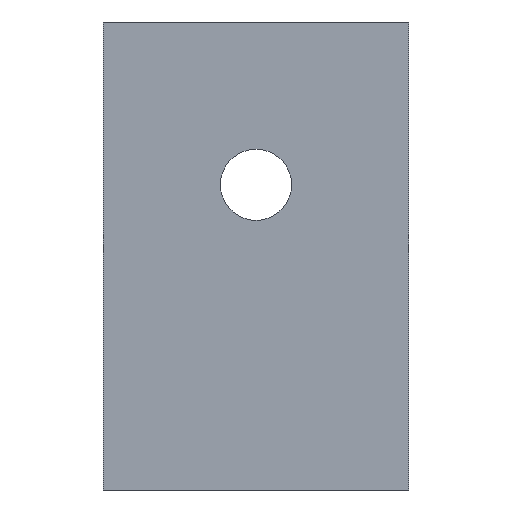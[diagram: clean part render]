
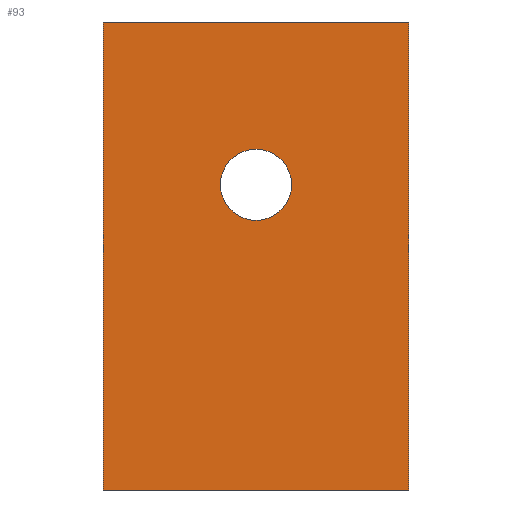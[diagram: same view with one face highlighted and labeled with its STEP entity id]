
A CAD part, left-side view. The second image highlights one B-rep face of the part: STEP entity #93.
In plain terms, the highlighted planar face has unit normal (-1, 0, 0).
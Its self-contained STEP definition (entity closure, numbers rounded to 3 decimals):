
#19 = VECTOR ( 'NONE', #111, 1000. ) ;
#26 = DIRECTION ( 'NONE',  ( 0., -1., 0. ) ) ;
#29 = CARTESIAN_POINT ( 'NONE',  ( -11.5, 7.5, 3. ) ) ;
#30 = AXIS2_PLACEMENT_3D ( 'NONE', #309, #307, #70 ) ;
#35 = CARTESIAN_POINT ( 'NONE',  ( -11.5, -7.5, 0. ) ) ;
#41 = EDGE_LOOP ( 'NONE', ( #81, #227, #125, #437 ) ) ;
#42 = ORIENTED_EDGE ( 'NONE', *, *, #398, .F. ) ;
#66 = DIRECTION ( 'NONE',  ( 0., 0., -1. ) ) ;
#69 = VERTEX_POINT ( 'NONE', #133 ) ;
#70 = DIRECTION ( 'NONE',  ( 0., 0., 1. ) ) ;
#81 = ORIENTED_EDGE ( 'NONE', *, *, #224, .T. ) ;
#90 = VERTEX_POINT ( 'NONE', #200 ) ;
#93 = ADVANCED_FACE ( 'NONE', ( #443, #277 ), #162, .F. ) ;
#94 = LINE ( 'NONE', #35, #400 ) ;
#103 = LINE ( 'NONE', #270, #257 ) ;
#111 = DIRECTION ( 'NONE',  ( 0., 0., -1. ) ) ;
#122 = AXIS2_PLACEMENT_3D ( 'NONE', #316, #384, #177 ) ;
#125 = ORIENTED_EDGE ( 'NONE', *, *, #252, .F. ) ;
#133 = CARTESIAN_POINT ( 'NONE',  ( -11.5, 0., 16.75 ) ) ;
#148 = VERTEX_POINT ( 'NONE', #411 ) ;
#162 = PLANE ( 'NONE',  #409 ) ;
#177 = DIRECTION ( 'NONE',  ( 0., 0., 1. ) ) ;
#197 = VERTEX_POINT ( 'NONE', #234 ) ;
#200 = CARTESIAN_POINT ( 'NONE',  ( -11.5, -7.5, 0. ) ) ;
#202 = VECTOR ( 'NONE', #66, 1000. ) ;
#203 = ORIENTED_EDGE ( 'NONE', *, *, #242, .F. ) ;
#222 = EDGE_LOOP ( 'NONE', ( #203, #42 ) ) ;
#224 = EDGE_CURVE ( 'NONE', #397, #90, #94, .T. ) ;
#227 = ORIENTED_EDGE ( 'NONE', *, *, #420, .F. ) ;
#234 = CARTESIAN_POINT ( 'NONE',  ( -11.5, -7.5, 23. ) ) ;
#235 = EDGE_CURVE ( 'NONE', #148, #397, #403, .T. ) ;
#241 = DIRECTION ( 'NONE',  ( 0., 0., -1. ) ) ;
#242 = EDGE_CURVE ( 'NONE', #69, #450, #368, .T. ) ;
#252 = EDGE_CURVE ( 'NONE', #148, #197, #103, .T. ) ;
#257 = VECTOR ( 'NONE', #451, 1000. ) ;
#267 = CARTESIAN_POINT ( 'NONE',  ( -11.5, -7.5, 3. ) ) ;
#270 = CARTESIAN_POINT ( 'NONE',  ( -11.5, 7.5, 23. ) ) ;
#274 = DIRECTION ( 'NONE',  ( 1., 0., 0. ) ) ;
#277 = FACE_OUTER_BOUND ( 'NONE', #41, .T. ) ;
#307 = DIRECTION ( 'NONE',  ( -1., 0., 0. ) ) ;
#309 = CARTESIAN_POINT ( 'NONE',  ( -11.5, 0., 15. ) ) ;
#315 = CARTESIAN_POINT ( 'NONE',  ( -11.5, -7.5, 3. ) ) ;
#316 = CARTESIAN_POINT ( 'NONE',  ( -11.5, 0., 15. ) ) ;
#368 = CIRCLE ( 'NONE', #30, 1.75 ) ;
#380 = CIRCLE ( 'NONE', #122, 1.75 ) ;
#384 = DIRECTION ( 'NONE',  ( -1., 0., 0. ) ) ;
#397 = VERTEX_POINT ( 'NONE', #415 ) ;
#398 = EDGE_CURVE ( 'NONE', #450, #69, #380, .T. ) ;
#400 = VECTOR ( 'NONE', #26, 1000. ) ;
#403 = LINE ( 'NONE', #29, #202 ) ;
#409 = AXIS2_PLACEMENT_3D ( 'NONE', #267, #274, #241 ) ;
#411 = CARTESIAN_POINT ( 'NONE',  ( -11.5, 7.5, 23. ) ) ;
#415 = CARTESIAN_POINT ( 'NONE',  ( -11.5, 7.5, 0. ) ) ;
#420 = EDGE_CURVE ( 'NONE', #197, #90, #441, .T. ) ;
#428 = CARTESIAN_POINT ( 'NONE',  ( -11.5, 0., 13.25 ) ) ;
#437 = ORIENTED_EDGE ( 'NONE', *, *, #235, .T. ) ;
#441 = LINE ( 'NONE', #315, #19 ) ;
#443 = FACE_BOUND ( 'NONE', #222, .T. ) ;
#450 = VERTEX_POINT ( 'NONE', #428 ) ;
#451 = DIRECTION ( 'NONE',  ( 0., -1., 0. ) ) ;
